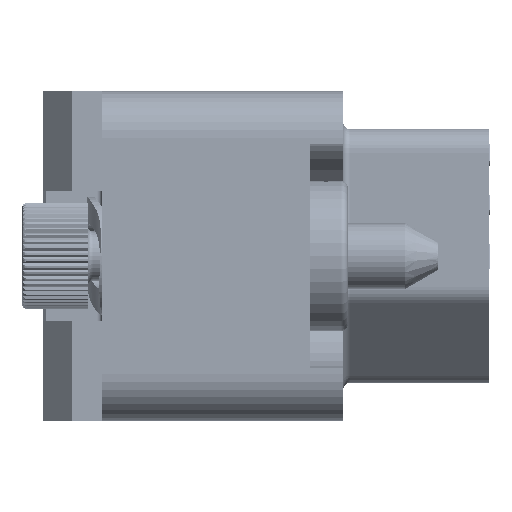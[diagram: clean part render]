
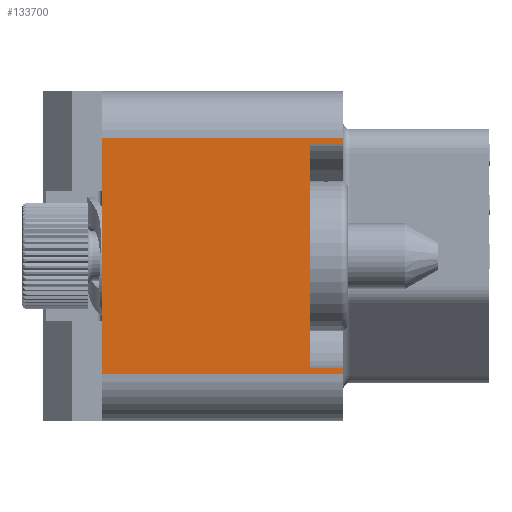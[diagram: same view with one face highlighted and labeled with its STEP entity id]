
A CAD part, left-side view. The second image highlights one B-rep face of the part: STEP entity #133700.
In plain terms, the highlighted planar face has unit normal (-1, 0, 0).
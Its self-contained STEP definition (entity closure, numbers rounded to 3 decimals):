
#1179=DIRECTION('',(0.,1.,0.));
#1180=VECTOR('',#1179,10.25);
#1181=CARTESIAN_POINT('',(-40.,0.,-5.));
#1182=LINE('',#1181,#1180);
#1188=DIRECTION('',(0.,0.,-1.));
#1189=VECTOR('',#1188,10.);
#1190=CARTESIAN_POINT('',(-40.,10.25,5.));
#1191=LINE('',#1190,#1189);
#1291=DIRECTION('',(0.,-1.,0.));
#1292=VECTOR('',#1291,10.25);
#1293=CARTESIAN_POINT('',(-40.,10.25,5.));
#1294=LINE('',#1293,#1292);
#1300=DIRECTION('',(0.,0.,1.));
#1301=VECTOR('',#1300,9.5);
#1302=CARTESIAN_POINT('',(-40.,1.4,-4.75));
#1303=LINE('',#1302,#1301);
#1304=DIRECTION('',(0.,1.,0.));
#1305=VECTOR('',#1304,1.4);
#1306=CARTESIAN_POINT('',(-40.,0.,-4.75));
#1307=LINE('',#1306,#1305);
#1308=DIRECTION('',(0.,0.,-1.));
#1309=VECTOR('',#1308,0.25);
#1310=CARTESIAN_POINT('',(-40.,0.,-4.75));
#1311=LINE('',#1310,#1309);
#1312=DIRECTION('',(0.,0.,-1.));
#1313=VECTOR('',#1312,0.25);
#1314=CARTESIAN_POINT('',(-40.,0.,5.));
#1315=LINE('',#1314,#1313);
#1316=DIRECTION('',(0.,1.,0.));
#1317=VECTOR('',#1316,1.4);
#1318=CARTESIAN_POINT('',(-40.,0.,4.75));
#1319=LINE('',#1318,#1317);
#110809=CARTESIAN_POINT('',(-40.,0.,5.));
#110810=VERTEX_POINT('',#110809);
#110811=CARTESIAN_POINT('',(-40.,10.25,5.));
#110812=VERTEX_POINT('',#110811);
#110817=CARTESIAN_POINT('',(-40.,10.25,-5.));
#110818=VERTEX_POINT('',#110817);
#110819=CARTESIAN_POINT('',(-40.,0.,-5.));
#110820=VERTEX_POINT('',#110819);
#110837=CARTESIAN_POINT('',(-40.,0.,-4.75));
#110839=VERTEX_POINT('',#110837);
#110843=CARTESIAN_POINT('',(-40.,0.,4.75));
#110844=VERTEX_POINT('',#110843);
#110845=CARTESIAN_POINT('',(-40.,1.4,-4.75));
#110846=CARTESIAN_POINT('',(-40.,1.4,4.75));
#110847=VERTEX_POINT('',#110845);
#110848=VERTEX_POINT('',#110846);
#133682=CARTESIAN_POINT('',(-40.,0.,7.));
#133683=DIRECTION('',(-1.,0.,0.));
#133684=DIRECTION('',(0.,1.,0.));
#133685=AXIS2_PLACEMENT_3D('',#133682,#133683,#133684);
#133686=PLANE('',#133685);
#133688=ORIENTED_EDGE('',*,*,#133687,.F.);
#133690=ORIENTED_EDGE('',*,*,#133689,.F.);
#133691=ORIENTED_EDGE('',*,*,#133505,.T.);
#133692=ORIENTED_EDGE('',*,*,#133582,.T.);
#133693=ORIENTED_EDGE('',*,*,#133595,.F.);
#133694=ORIENTED_EDGE('',*,*,#133676,.T.);
#133695=ORIENTED_EDGE('',*,*,#133513,.T.);
#133697=ORIENTED_EDGE('',*,*,#133696,.T.);
#133698=EDGE_LOOP('',(#133688,#133690,#133691,#133692,#133693,#133694,#133695,
#133697));
#133699=FACE_OUTER_BOUND('',#133698,.F.);
#133700=ADVANCED_FACE('',(#133699),#133686,.T.);
#133505=EDGE_CURVE('',#110839,#110820,#1311,.T.);
#133513=EDGE_CURVE('',#110810,#110844,#1315,.T.);
#133582=EDGE_CURVE('',#110820,#110818,#1182,.T.);
#133595=EDGE_CURVE('',#110812,#110818,#1191,.T.);
#133676=EDGE_CURVE('',#110812,#110810,#1294,.T.);
#133687=EDGE_CURVE('',#110847,#110848,#1303,.T.);
#133689=EDGE_CURVE('',#110839,#110847,#1307,.T.);
#133696=EDGE_CURVE('',#110844,#110848,#1319,.T.);
